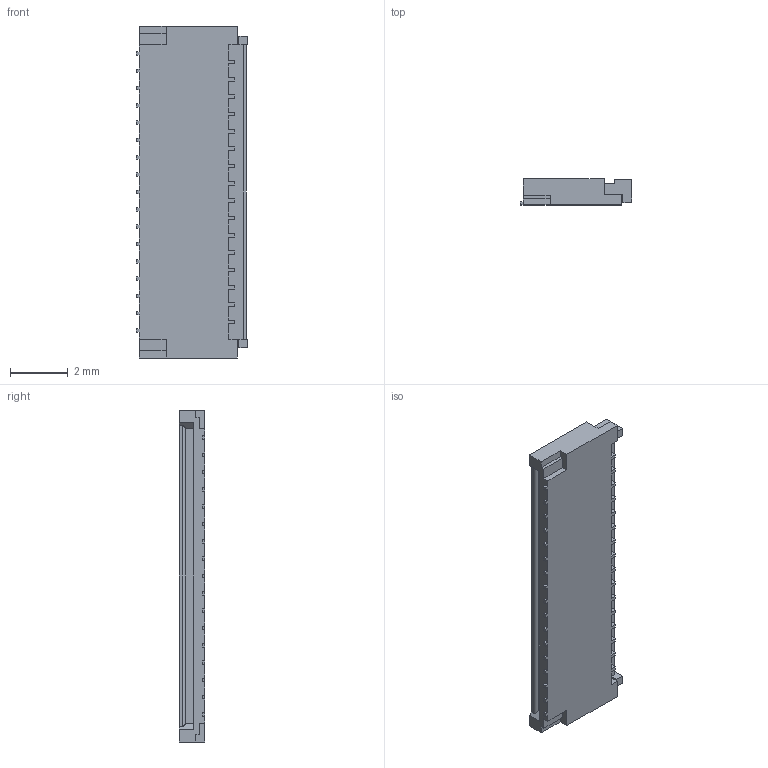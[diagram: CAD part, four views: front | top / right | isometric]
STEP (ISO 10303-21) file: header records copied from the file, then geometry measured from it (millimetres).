
FILE_DESCRIPTION(('FreeCAD Model'),'2;1');
FILE_NAME('Open CASCADE Shape Model','2024-05-29T13:00:12',(''),(''), 'Open CASCADE STEP processor 7.6','FreeCAD','Unknown');
FILE_SCHEMA(('AUTOMOTIVE_DESIGN_CC2 { 1 2 10303 214 -1 1 5 4 }'));
Length unit declared in the file: millimetre
Products named in the file (1): 33FXRH-SM1-GAN-TF
Bounding box: 3.85 x 0.9 x 11.5 mm (x, y, z)
Volume: 28 mm3; surface area: 168.7 mm2
Topology: 1 solids, 1 shells, 186 faces, 546 edges, 362 vertices
Faces by surface type: plane 185, cylinder 1
Entity records: 6064 total; most frequent: CARTESIAN_POINT 1101, ORIENTED_EDGE 1092, DIRECTION 918, EDGE_CURVE 546, LINE 544, VECTOR 544, VERTEX_POINT 362, AXIS2_PLACEMENT_3D 187
